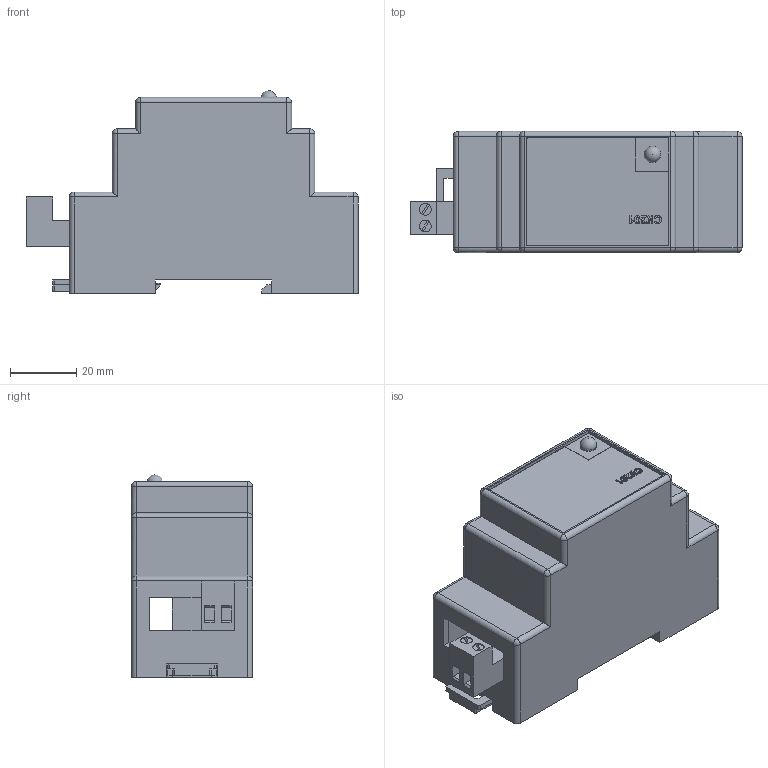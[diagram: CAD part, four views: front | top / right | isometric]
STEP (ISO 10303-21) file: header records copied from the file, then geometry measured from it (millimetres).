
FILE_DESCRIPTION(('TFLEX Exchange Step'),'2;1');
FILE_NAME('3D-модель прибора СК201.stp', '2020-10-20T21:22:55+05:00',('Алексей'),('Unknown organisation'),'TFLEX Exchange 2019.1','T-FLEX CAD','Unknown authorisation');
FILE_SCHEMA( ('AUTOMOTIVE_DESIGN { 1 0 10303 214 1 1 1 1 }') );
Length unit declared in the file: millimetre
Products named in the file (8): Клемма:2; Клемма; USB; Светодиод; Этикетка; Защелка; Корпус; _СК201
Assembly tree (8 placements, depth 3):
  _СК201
    Клемма
      Клемма:2  x2
    USB
    Светодиод
    Этикетка
    Защелка
    Корпус
Bounding box: 100 x 36.5 x 61 mm (x, y, z)
Volume: 38387.2 mm3; surface area: 41489.7 mm2
Topology: 13 solids, 13 shells, 355 faces, 920 edges, 581 vertices
Faces by surface type: plane 231, cylinder 64, bspline 43, sphere 17
Full cylindrical faces by diameter (mm): 3.5 x4, 5 x1
Entity records: 10831 total; most frequent: CARTESIAN_POINT 2326, ORIENTED_EDGE 1776, DIRECTION 1580, EDGE_CURVE 888, VECTOR 666, LINE 666, VERTEX_POINT 571, AXIS2_PLACEMENT_3D 457
